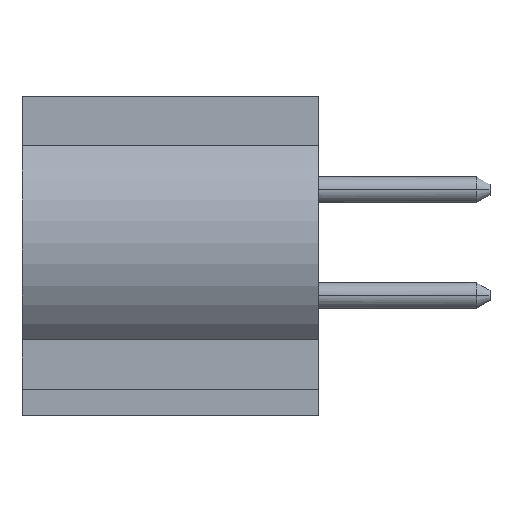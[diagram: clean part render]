
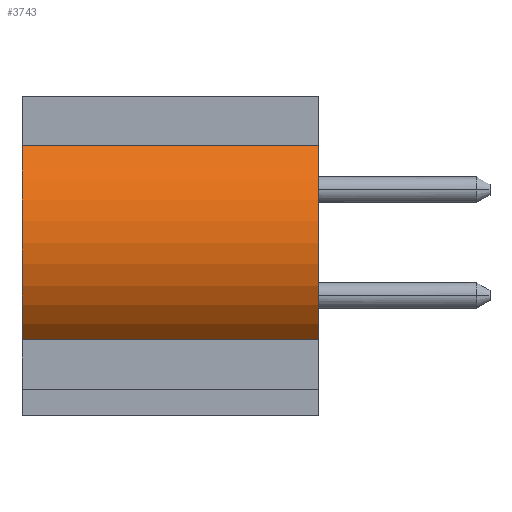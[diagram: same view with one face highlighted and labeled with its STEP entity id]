
A CAD part, left-side view. The second image highlights one B-rep face of the part: STEP entity #3743.
In plain terms, the highlighted cylindrical face has radius 2.5 mm (diameter 5 mm), a partial arc.
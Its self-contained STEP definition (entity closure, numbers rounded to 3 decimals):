
#42=CARTESIAN_POINT('',(-7.5,3.4,0.));
#43=DIRECTION('',(0.,-1.,0.));
#44=DIRECTION('',(-0.68,0.,0.733));
#45=AXIS2_PLACEMENT_3D('',#42,#43,#44);
#327=CARTESIAN_POINT('',(-7.5,-2.2,0.));
#328=DIRECTION('',(0.,-1.,0.));
#329=DIRECTION('',(-0.68,0.,0.733));
#330=AXIS2_PLACEMENT_3D('',#327,#328,#329);
#1370=DIRECTION('',(0.,-1.,0.));
#1371=VECTOR('',#1370,5.6);
#1372=CARTESIAN_POINT('',(-9.2,3.4,1.833));
#1373=LINE('',#1372,#1371);
#1374=DIRECTION('',(0.,-1.,0.));
#1375=VECTOR('',#1374,5.6);
#1376=CARTESIAN_POINT('',(-9.2,3.4,-1.833));
#1377=LINE('',#1376,#1375);
#1685=CARTESIAN_POINT('',(-9.2,3.4,1.833));
#1687=VERTEX_POINT('',#1685);
#1688=CARTESIAN_POINT('',(-9.2,3.4,-1.833));
#1689=VERTEX_POINT('',#1688);
#1694=CARTESIAN_POINT('',(-9.2,-2.2,1.833));
#1695=VERTEX_POINT('',#1694);
#1696=CARTESIAN_POINT('',(-9.2,-2.2,-1.833));
#1697=VERTEX_POINT('',#1696);
#3731=CARTESIAN_POINT('',(-7.5,3.4,0.));
#3732=DIRECTION('',(0.,-1.,0.));
#3733=DIRECTION('',(-1.,0.,0.));
#3734=AXIS2_PLACEMENT_3D('',#3731,#3732,#3733);
#3735=CYLINDRICAL_SURFACE('',#3734,2.5);
#3736=ORIENTED_EDGE('',*,*,#1809,.F.);
#3737=ORIENTED_EDGE('',*,*,#3726,.T.);
#3738=ORIENTED_EDGE('',*,*,#2131,.T.);
#3740=ORIENTED_EDGE('',*,*,#3739,.F.);
#3741=EDGE_LOOP('',(#3736,#3737,#3738,#3740));
#3742=FACE_OUTER_BOUND('',#3741,.F.);
#3743=ADVANCED_FACE('',(#3742),#3735,.T.);
#46=CIRCLE('',#45,2.5);
#331=CIRCLE('',#330,2.5);
#1809=EDGE_CURVE('',#1687,#1689,#46,.T.);
#2131=EDGE_CURVE('',#1695,#1697,#331,.T.);
#3726=EDGE_CURVE('',#1687,#1695,#1373,.T.);
#3739=EDGE_CURVE('',#1689,#1697,#1377,.T.);
